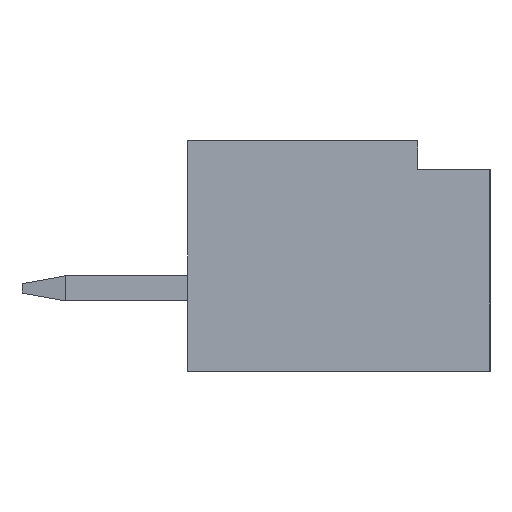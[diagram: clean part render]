
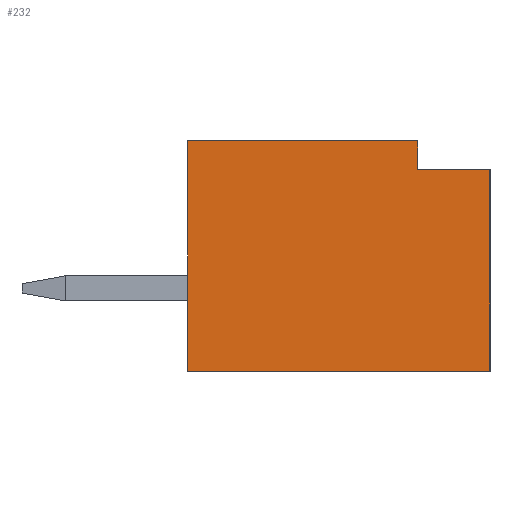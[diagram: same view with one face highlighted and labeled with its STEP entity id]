
A CAD part, left-side view. The second image highlights one B-rep face of the part: STEP entity #232.
In plain terms, the highlighted planar face has unit normal (-1, 0, 0).
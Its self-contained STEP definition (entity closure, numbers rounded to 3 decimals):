
#44=FACE_OUTER_BOUND('',#646,.T.);
#232=ADVANCED_FACE('',(#44),#422,.F.);
#422=PLANE('',#3531);
#646=EDGE_LOOP('',(#918,#919,#920,#921,#922,#923));
#918=ORIENTED_EDGE('',*,*,#2179,.T.);
#919=ORIENTED_EDGE('',*,*,#2180,.T.);
#920=ORIENTED_EDGE('',*,*,#2164,.F.);
#921=ORIENTED_EDGE('',*,*,#2181,.T.);
#922=ORIENTED_EDGE('',*,*,#2152,.T.);
#923=ORIENTED_EDGE('',*,*,#2182,.F.);
#1846=VERTEX_POINT('',#4688);
#1847=VERTEX_POINT('',#4689);
#1858=VERTEX_POINT('',#4713);
#1859=VERTEX_POINT('',#4714);
#1872=VERTEX_POINT('',#4744);
#1873=VERTEX_POINT('',#4745);
#2152=EDGE_CURVE('',#1846,#1847,#2626,.T.);
#2164=EDGE_CURVE('',#1858,#1859,#2638,.T.);
#2179=EDGE_CURVE('',#1872,#1873,#2653,.T.);
#2180=EDGE_CURVE('',#1873,#1859,#2654,.T.);
#2181=EDGE_CURVE('',#1858,#1846,#2655,.T.);
#2182=EDGE_CURVE('',#1872,#1847,#2656,.T.);
#2626=LINE('',#4687,#3096);
#2638=LINE('',#4712,#3108);
#2653=LINE('',#4743,#3123);
#2654=LINE('',#4746,#3124);
#2655=LINE('',#4747,#3125);
#2656=LINE('',#4748,#3126);
#3096=VECTOR('',#3777,1.);
#3108=VECTOR('',#3791,1.);
#3123=VECTOR('',#3810,1.);
#3124=VECTOR('',#3811,1.);
#3125=VECTOR('',#3812,1.);
#3126=VECTOR('',#3813,1.);
#3531=AXIS2_PLACEMENT_3D('',#4749,#3814,#3815);
#3777=DIRECTION('',(0.,-1.,0.));
#3791=DIRECTION('',(0.,-1.,0.));
#3810=DIRECTION('',(0.,1.,0.));
#3811=DIRECTION('',(0.,0.,1.));
#3812=DIRECTION('',(0.,0.,-1.));
#3813=DIRECTION('',(0.,0.,-1.));
#3814=DIRECTION('',(1.,0.,0.));
#3815=DIRECTION('',(0.,1.,0.));
#4687=CARTESIAN_POINT('',(-5.875,5.2,0.));
#4688=CARTESIAN_POINT('',(-5.875,5.2,0.));
#4689=CARTESIAN_POINT('',(-5.875,1.,0.));
#4712=CARTESIAN_POINT('',(-5.875,5.2,3.2));
#4713=CARTESIAN_POINT('',(-5.875,5.2,3.2));
#4714=CARTESIAN_POINT('',(-5.875,2.,3.2));
#4743=CARTESIAN_POINT('',(-5.875,1.,2.8));
#4744=CARTESIAN_POINT('',(-5.875,1.,2.8));
#4745=CARTESIAN_POINT('',(-5.875,2.,2.8));
#4746=CARTESIAN_POINT('',(-5.875,2.,2.8));
#4747=CARTESIAN_POINT('',(-5.875,5.2,3.2));
#4748=CARTESIAN_POINT('',(-5.875,1.,3.2));
#4749=CARTESIAN_POINT('',(-5.875,5.2,3.2));
